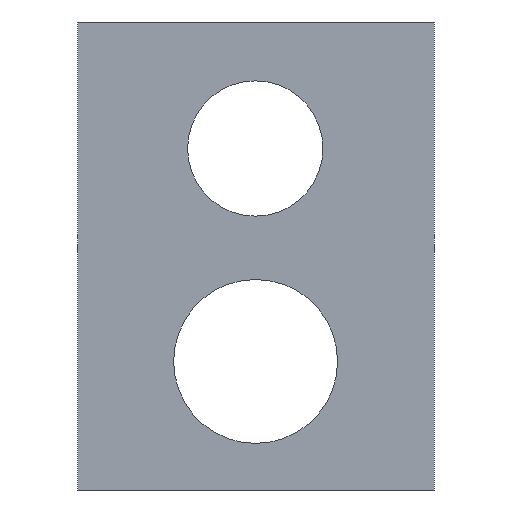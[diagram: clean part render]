
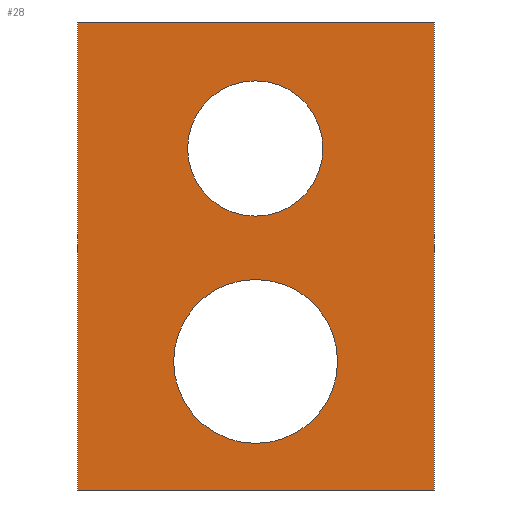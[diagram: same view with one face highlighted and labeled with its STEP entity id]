
A CAD part, front view. The second image highlights one B-rep face of the part: STEP entity #28.
In plain terms, the highlighted planar face has unit normal (0, -1, 0).
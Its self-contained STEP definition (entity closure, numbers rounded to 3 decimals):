
#6 = CIRCLE ( 'NONE', #89, 14.619 ) ;
#13 = EDGE_CURVE ( 'NONE', #352, #357, #6, .T. ) ;
#26 = EDGE_CURVE ( 'NONE', #354, #348, #241, .T. ) ;
#28 = ADVANCED_FACE ( 'NONE', ( #91, #72, #113 ), #242, .T. ) ;
#29 = EDGE_CURVE ( 'NONE', #150, #161, #45, .T. ) ;
#30 = EDGE_CURVE ( 'NONE', #357, #352, #44, .T. ) ;
#33 = EDGE_CURVE ( 'NONE', #348, #349, #219, .T. ) ;
#35 = EDGE_CURVE ( 'NONE', #349, #143, #213, .T. ) ;
#40 = EDGE_CURVE ( 'NONE', #161, #150, #47, .T. ) ;
#41 = EDGE_CURVE ( 'NONE', #143, #354, #192, .T. ) ;
#44 = CIRCLE ( 'NONE', #112, 14.619 ) ;
#45 = CIRCLE ( 'NONE', #69, 12.069 ) ;
#47 = CIRCLE ( 'NONE', #115, 12.069 ) ;
#69 = AXIS2_PLACEMENT_3D ( 'NONE', #232, #231, #230 ) ;
#72 = FACE_BOUND ( 'NONE', #344, .T. ) ;
#78 = VECTOR ( 'NONE', #239, 1000. ) ;
#87 = AXIS2_PLACEMENT_3D ( 'NONE', #235, #234, #233 ) ;
#89 = AXIS2_PLACEMENT_3D ( 'NONE', #289, #282, #281 ) ;
#91 = FACE_BOUND ( 'NONE', #345, .T. ) ;
#104 = VECTOR ( 'NONE', #217, 1000. ) ;
#109 = VECTOR ( 'NONE', #190, 1000. ) ;
#112 = AXIS2_PLACEMENT_3D ( 'NONE', #229, #228, #227 ) ;
#113 = FACE_OUTER_BOUND ( 'NONE', #355, .T. ) ;
#115 = AXIS2_PLACEMENT_3D ( 'NONE', #196, #195, #194 ) ;
#132 = VECTOR ( 'NONE', #211, 1000. ) ;
#143 = VERTEX_POINT ( 'NONE', #189 ) ;
#146 = ORIENTED_EDGE ( 'NONE', *, *, #13, .F. ) ;
#150 = VERTEX_POINT ( 'NONE', #193 ) ;
#152 = ORIENTED_EDGE ( 'NONE', *, *, #40, .F. ) ;
#161 = VERTEX_POINT ( 'NONE', #184 ) ;
#177 = CARTESIAN_POINT ( 'NONE',  ( -0.339, 0., 7.434 ) ) ;
#178 = CARTESIAN_POINT ( 'NONE',  ( -32.097, 0., 53.363 ) ) ;
#179 = CARTESIAN_POINT ( 'NONE',  ( -0.339, 0., -21.803 ) ) ;
#180 = CARTESIAN_POINT ( 'NONE',  ( 31.569, 0., -30.116 ) ) ;
#181 = CARTESIAN_POINT ( 'NONE',  ( -32.097, 0., -30.116 ) ) ;
#184 = CARTESIAN_POINT ( 'NONE',  ( -0.392, 0., 18.728 ) ) ;
#189 = CARTESIAN_POINT ( 'NONE',  ( 31.569, 0., 53.363 ) ) ;
#190 = DIRECTION ( 'NONE',  ( -1., 0., 0. ) ) ;
#191 = CARTESIAN_POINT ( 'NONE',  ( 31.569, 0., 53.363 ) ) ;
#192 = LINE ( 'NONE', #191, #109 ) ;
#193 = CARTESIAN_POINT ( 'NONE',  ( -0.392, 0., 42.867 ) ) ;
#194 = DIRECTION ( 'NONE',  ( 0., 0., -1. ) ) ;
#195 = DIRECTION ( 'NONE',  ( 0., -1., 0. ) ) ;
#196 = CARTESIAN_POINT ( 'NONE',  ( -0.392, 0., 30.798 ) ) ;
#211 = DIRECTION ( 'NONE',  ( 0., 0., 1. ) ) ;
#212 = CARTESIAN_POINT ( 'NONE',  ( 31.569, 0., -30.116 ) ) ;
#213 = LINE ( 'NONE', #212, #132 ) ;
#217 = DIRECTION ( 'NONE',  ( 1., 0., 0. ) ) ;
#218 = CARTESIAN_POINT ( 'NONE',  ( -32.097, 0., -30.116 ) ) ;
#219 = LINE ( 'NONE', #218, #104 ) ;
#227 = DIRECTION ( 'NONE',  ( 0., 0., 1. ) ) ;
#228 = DIRECTION ( 'NONE',  ( 0., -1., 0. ) ) ;
#229 = CARTESIAN_POINT ( 'NONE',  ( -0.339, 0., -7.184 ) ) ;
#230 = DIRECTION ( 'NONE',  ( 0., 0., -1. ) ) ;
#231 = DIRECTION ( 'NONE',  ( 0., -1., 0. ) ) ;
#232 = CARTESIAN_POINT ( 'NONE',  ( -0.392, 0., 30.798 ) ) ;
#233 = DIRECTION ( 'NONE',  ( 0., 0., -1. ) ) ;
#234 = DIRECTION ( 'NONE',  ( 0., -1., 0. ) ) ;
#235 = CARTESIAN_POINT ( 'NONE',  ( 0., 0., 0. ) ) ;
#239 = DIRECTION ( 'NONE',  ( 0., 0., -1. ) ) ;
#240 = CARTESIAN_POINT ( 'NONE',  ( -32.097, 0., 53.363 ) ) ;
#241 = LINE ( 'NONE', #240, #78 ) ;
#242 = PLANE ( 'NONE',  #87 ) ;
#281 = DIRECTION ( 'NONE',  ( 0., 0., 1. ) ) ;
#282 = DIRECTION ( 'NONE',  ( 0., -1., 0. ) ) ;
#289 = CARTESIAN_POINT ( 'NONE',  ( -0.339, 0., -7.184 ) ) ;
#307 = ORIENTED_EDGE ( 'NONE', *, *, #35, .T. ) ;
#308 = ORIENTED_EDGE ( 'NONE', *, *, #33, .T. ) ;
#309 = ORIENTED_EDGE ( 'NONE', *, *, #30, .F. ) ;
#310 = ORIENTED_EDGE ( 'NONE', *, *, #29, .F. ) ;
#311 = ORIENTED_EDGE ( 'NONE', *, *, #41, .T. ) ;
#312 = ORIENTED_EDGE ( 'NONE', *, *, #26, .T. ) ;
#344 = EDGE_LOOP ( 'NONE', ( #146, #309 ) ) ;
#345 = EDGE_LOOP ( 'NONE', ( #152, #310 ) ) ;
#348 = VERTEX_POINT ( 'NONE', #181 ) ;
#349 = VERTEX_POINT ( 'NONE', #180 ) ;
#352 = VERTEX_POINT ( 'NONE', #179 ) ;
#354 = VERTEX_POINT ( 'NONE', #178 ) ;
#355 = EDGE_LOOP ( 'NONE', ( #312, #308, #307, #311 ) ) ;
#357 = VERTEX_POINT ( 'NONE', #177 ) ;
